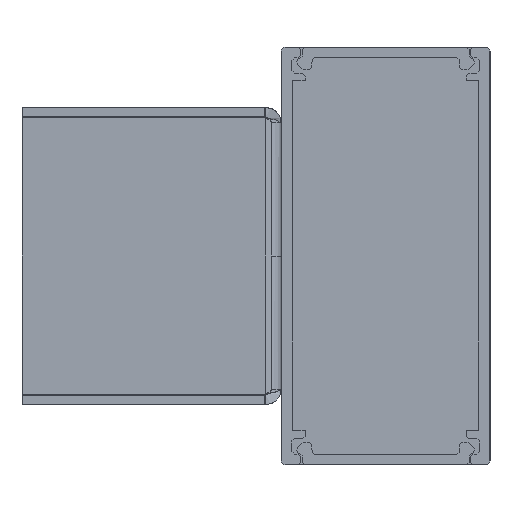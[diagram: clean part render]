
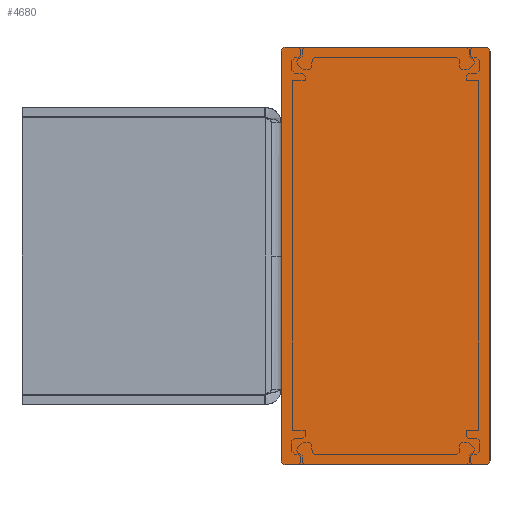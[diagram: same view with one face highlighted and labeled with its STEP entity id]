
A CAD part, front view. The second image highlights one B-rep face of the part: STEP entity #4680.
In plain terms, the highlighted planar face has unit normal (0, -1, 0).
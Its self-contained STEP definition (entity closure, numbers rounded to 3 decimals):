
#3667=B_SPLINE_CURVE_WITH_KNOTS('',1,(#11492,#11493),.UNSPECIFIED.,.F.,
 .F.,(2,2),(0.,26.),.UNSPECIFIED.);
#3668=B_SPLINE_CURVE_WITH_KNOTS('',1,(#11497,#11498),.UNSPECIFIED.,.F.,
 .F.,(2,2),(0.,53.),.UNSPECIFIED.);
#3669=B_SPLINE_CURVE_WITH_KNOTS('',1,(#11502,#11503),.UNSPECIFIED.,.F.,
 .F.,(2,2),(0.,26.),.UNSPECIFIED.);
#3670=B_SPLINE_CURVE_WITH_KNOTS('',1,(#11507,#11508),.UNSPECIFIED.,.F.,
 .F.,(2,2),(0.,53.),.UNSPECIFIED.);
#4680=ADVANCED_FACE('',(#4944),#9754,.T.);
#4944=FACE_OUTER_BOUND('',#5208,.T.);
#5208=EDGE_LOOP('',(#5789,#5790,#5791,#5792,#5793,#5794,#5795,#5796));
#5789=ORIENTED_EDGE('',*,*,#7039,.T.);
#5790=ORIENTED_EDGE('',*,*,#7040,.T.);
#5791=ORIENTED_EDGE('',*,*,#7041,.T.);
#5792=ORIENTED_EDGE('',*,*,#7042,.T.);
#5793=ORIENTED_EDGE('',*,*,#7043,.T.);
#5794=ORIENTED_EDGE('',*,*,#7044,.T.);
#5795=ORIENTED_EDGE('',*,*,#7045,.T.);
#5796=ORIENTED_EDGE('',*,*,#7046,.T.);
#7039=EDGE_CURVE('',#8695,#8696,#3667,.T.);
#7040=EDGE_CURVE('',#8696,#8697,#8261,.T.);
#7041=EDGE_CURVE('',#8697,#8698,#3668,.T.);
#7042=EDGE_CURVE('',#8698,#8699,#8262,.T.);
#7043=EDGE_CURVE('',#8699,#8700,#3669,.T.);
#7044=EDGE_CURVE('',#8700,#8701,#8263,.T.);
#7045=EDGE_CURVE('',#8701,#8702,#3670,.T.);
#7046=EDGE_CURVE('',#8702,#8695,#8264,.T.);
#8261=(
BOUNDED_CURVE()
B_SPLINE_CURVE(2,(#11494,#11495,#11496),.UNSPECIFIED.,.F.,.F.)
B_SPLINE_CURVE_WITH_KNOTS((3,3),(0.,0.785),.UNSPECIFIED.)
CURVE()
GEOMETRIC_REPRESENTATION_ITEM()
RATIONAL_B_SPLINE_CURVE((1.,0.707,1.))
REPRESENTATION_ITEM('')
);
#8262=(
BOUNDED_CURVE()
B_SPLINE_CURVE(2,(#11499,#11500,#11501),.UNSPECIFIED.,.F.,.F.)
B_SPLINE_CURVE_WITH_KNOTS((3,3),(0.,0.785),.UNSPECIFIED.)
CURVE()
GEOMETRIC_REPRESENTATION_ITEM()
RATIONAL_B_SPLINE_CURVE((1.,0.707,1.))
REPRESENTATION_ITEM('')
);
#8263=(
BOUNDED_CURVE()
B_SPLINE_CURVE(2,(#11504,#11505,#11506),.UNSPECIFIED.,.F.,.F.)
B_SPLINE_CURVE_WITH_KNOTS((3,3),(0.,0.785),.UNSPECIFIED.)
CURVE()
GEOMETRIC_REPRESENTATION_ITEM()
RATIONAL_B_SPLINE_CURVE((1.,0.707,1.))
REPRESENTATION_ITEM('')
);
#8264=(
BOUNDED_CURVE()
B_SPLINE_CURVE(2,(#11509,#11510,#11511),.UNSPECIFIED.,.F.,.F.)
B_SPLINE_CURVE_WITH_KNOTS((3,3),(0.,0.785),.UNSPECIFIED.)
CURVE()
GEOMETRIC_REPRESENTATION_ITEM()
RATIONAL_B_SPLINE_CURVE((1.,0.707,1.))
REPRESENTATION_ITEM('')
);
#8695=VERTEX_POINT('',#11484);
#8696=VERTEX_POINT('',#11485);
#8697=VERTEX_POINT('',#11486);
#8698=VERTEX_POINT('',#11487);
#8699=VERTEX_POINT('',#11488);
#8700=VERTEX_POINT('',#11489);
#8701=VERTEX_POINT('',#11490);
#8702=VERTEX_POINT('',#11491);
#9754=PLANE('',#10159);
#10159=AXIS2_PLACEMENT_3D('',#11483,#10435,$);
#10435=DIRECTION('',(0.,-1.,0.));
#11483=CARTESIAN_POINT('',(-16.81,-417.,-33.01));
#11484=CARTESIAN_POINT('',(13.,-417.,27.));
#11485=CARTESIAN_POINT('',(-13.,-417.,27.));
#11486=CARTESIAN_POINT('',(-13.5,-417.,26.5));
#11487=CARTESIAN_POINT('',(-13.5,-417.,-26.5));
#11488=CARTESIAN_POINT('',(-13.,-417.,-27.));
#11489=CARTESIAN_POINT('',(13.,-417.,-27.));
#11490=CARTESIAN_POINT('',(13.5,-417.,-26.5));
#11491=CARTESIAN_POINT('',(13.5,-417.,26.5));
#11492=CARTESIAN_POINT('',(13.,-417.,27.));
#11493=CARTESIAN_POINT('',(-13.,-417.,27.));
#11494=CARTESIAN_POINT('',(-13.,-417.,27.));
#11495=CARTESIAN_POINT('',(-13.5,-417.,27.));
#11496=CARTESIAN_POINT('',(-13.5,-417.,26.5));
#11497=CARTESIAN_POINT('',(-13.5,-417.,26.5));
#11498=CARTESIAN_POINT('',(-13.5,-417.,-26.5));
#11499=CARTESIAN_POINT('',(-13.5,-417.,-26.5));
#11500=CARTESIAN_POINT('',(-13.5,-417.,-27.));
#11501=CARTESIAN_POINT('',(-13.,-417.,-27.));
#11502=CARTESIAN_POINT('',(-13.,-417.,-27.));
#11503=CARTESIAN_POINT('',(13.,-417.,-27.));
#11504=CARTESIAN_POINT('',(13.,-417.,-27.));
#11505=CARTESIAN_POINT('',(13.5,-417.,-27.));
#11506=CARTESIAN_POINT('',(13.5,-417.,-26.5));
#11507=CARTESIAN_POINT('',(13.5,-417.,-26.5));
#11508=CARTESIAN_POINT('',(13.5,-417.,26.5));
#11509=CARTESIAN_POINT('',(13.5,-417.,26.5));
#11510=CARTESIAN_POINT('',(13.5,-417.,27.));
#11511=CARTESIAN_POINT('',(13.,-417.,27.));
